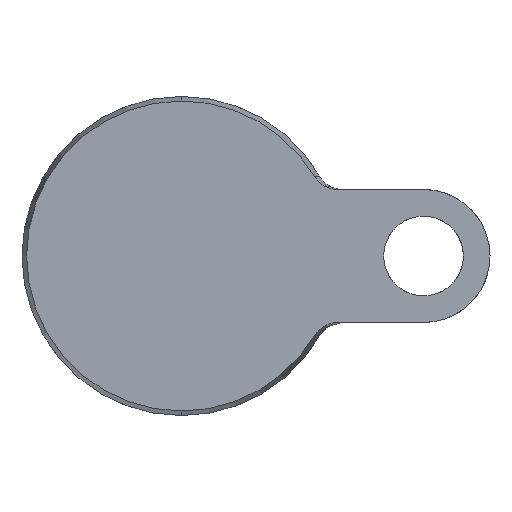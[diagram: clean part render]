
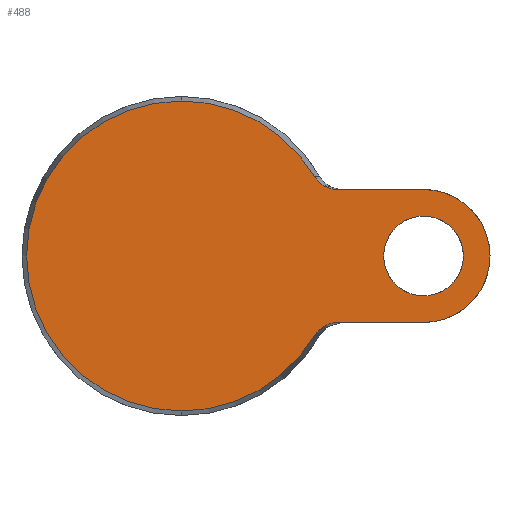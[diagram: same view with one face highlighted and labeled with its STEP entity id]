
A CAD part, front view. The second image highlights one B-rep face of the part: STEP entity #488.
In plain terms, the highlighted planar face has unit normal (0, -1, 0).
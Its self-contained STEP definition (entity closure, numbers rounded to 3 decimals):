
#9 = CARTESIAN_POINT ( 'NONE',  ( 28.933, 0., -12.5 ) ) ;
#13 = CIRCLE ( 'NONE', #1374, 12.5 ) ;
#15 = VECTOR ( 'NONE', #884, 1000. ) ;
#20 = CARTESIAN_POINT ( 'NONE',  ( 15., 0., 12.5 ) ) ;
#63 = DIRECTION ( 'NONE',  ( 0., 0., 1. ) ) ;
#66 = AXIS2_PLACEMENT_3D ( 'NONE', #810, #913, #1108 ) ;
#88 = CARTESIAN_POINT ( 'NONE',  ( 25.507, 0., 14.24 ) ) ;
#92 = VECTOR ( 'NONE', #103, 1000. ) ;
#103 = DIRECTION ( 'NONE',  ( -1., 0., 0. ) ) ;
#133 = CARTESIAN_POINT ( 'NONE',  ( 26.146, 0., -13.64 ) ) ;
#138 = CARTESIAN_POINT ( 'NONE',  ( 26.497, 0., -13.379 ) ) ;
#145 = EDGE_CURVE ( 'NONE', #439, #318, #1156, .T. ) ;
#146 = CARTESIAN_POINT ( 'NONE',  ( 45.5, 0., 0. ) ) ;
#151 = ORIENTED_EDGE ( 'NONE', *, *, #762, .T. ) ;
#156 = DIRECTION ( 'NONE',  ( 0., 0., -1. ) ) ;
#159 = VERTEX_POINT ( 'NONE', #829 ) ;
#175 = CIRCLE ( 'NONE', #949, 29.143 ) ;
#194 = CARTESIAN_POINT ( 'NONE',  ( 45.5, 0., -7.5 ) ) ;
#216 = VERTEX_POINT ( 'NONE', #194 ) ;
#220 = DIRECTION ( 'NONE',  ( 0., 1., 0. ) ) ;
#230 = CARTESIAN_POINT ( 'NONE',  ( 29.374, 0., -12.5 ) ) ;
#231 = CIRCLE ( 'NONE', #1282, 7.5 ) ;
#238 = CARTESIAN_POINT ( 'NONE',  ( 27.871, 0., -12.72 ) ) ;
#261 = CARTESIAN_POINT ( 'NONE',  ( -29.143, 0., 0. ) ) ;
#270 = EDGE_CURVE ( 'NONE', #880, #159, #301, .T. ) ;
#284 = CARTESIAN_POINT ( 'NONE',  ( 45.5, 0., 12.5 ) ) ;
#301 = CIRCLE ( 'NONE', #1093, 29.143 ) ;
#311 = CARTESIAN_POINT ( 'NONE',  ( 26.678, 0., 13.261 ) ) ;
#318 = VERTEX_POINT ( 'NONE', #361 ) ;
#331 = CARTESIAN_POINT ( 'NONE',  ( 25.977, 0., -13.784 ) ) ;
#340 = CARTESIAN_POINT ( 'NONE',  ( 0., 0., 0. ) ) ;
#361 = CARTESIAN_POINT ( 'NONE',  ( 29.374, 0., -12.5 ) ) ;
#364 = VERTEX_POINT ( 'NONE', #1085 ) ;
#385 = FACE_OUTER_BOUND ( 'NONE', #586, .T. ) ;
#417 = ORIENTED_EDGE ( 'NONE', *, *, #780, .F. ) ;
#419 = CARTESIAN_POINT ( 'NONE',  ( 27.869, 0., 12.721 ) ) ;
#425 = VERTEX_POINT ( 'NONE', #284 ) ;
#435 = CARTESIAN_POINT ( 'NONE',  ( 25.011, 0., -14.959 ) ) ;
#439 = VERTEX_POINT ( 'NONE', #819 ) ;
#486 = ORIENTED_EDGE ( 'NONE', *, *, #145, .F. ) ;
#488 = ADVANCED_FACE ( 'NONE', ( #385, #1110 ), #1029, .F. ) ;
#491 = CIRCLE ( 'NONE', #66, 29.143 ) ;
#503 = EDGE_CURVE ( 'NONE', #159, #1218, #175, .T. ) ;
#573 = ORIENTED_EDGE ( 'NONE', *, *, #863, .T. ) ;
#577 = CIRCLE ( 'NONE', #966, 7.5 ) ;
#580 = ORIENTED_EDGE ( 'NONE', *, *, #1109, .T. ) ;
#586 = EDGE_LOOP ( 'NONE', ( #417, #1113, #852, #1133, #573, #580, #486, #733 ) ) ;
#598 = EDGE_CURVE ( 'NONE', #425, #439, #13, .T. ) ;
#602 = AXIS2_PLACEMENT_3D ( 'NONE', #261, #709, #1354 ) ;
#666 = DIRECTION ( 'NONE',  ( 0., -1., 0. ) ) ;
#671 = CARTESIAN_POINT ( 'NONE',  ( 26.862, 0., -13.142 ) ) ;
#709 = DIRECTION ( 'NONE',  ( 0., 1., 0. ) ) ;
#714 = CARTESIAN_POINT ( 'NONE',  ( 26.495, 0., 13.38 ) ) ;
#733 = ORIENTED_EDGE ( 'NONE', *, *, #598, .F. ) ;
#739 = DIRECTION ( 'NONE',  ( 0., 0., -1. ) ) ;
#742 = CARTESIAN_POINT ( 'NONE',  ( 15., 0., -12.5 ) ) ;
#756 = CARTESIAN_POINT ( 'NONE',  ( 27.255, 0., -12.953 ) ) ;
#760 = CARTESIAN_POINT ( 'NONE',  ( 25.011, 0., -14.959 ) ) ;
#762 = EDGE_CURVE ( 'NONE', #364, #216, #577, .T. ) ;
#763 = DIRECTION ( 'NONE',  ( 0., 0., 1. ) ) ;
#769 = DIRECTION ( 'NONE',  ( 0., 1., 0. ) ) ;
#774 = CARTESIAN_POINT ( 'NONE',  ( 27.662, 0., -12.789 ) ) ;
#780 = EDGE_CURVE ( 'NONE', #888, #425, #963, .T. ) ;
#787 = ORIENTED_EDGE ( 'NONE', *, *, #944, .T. ) ;
#810 = CARTESIAN_POINT ( 'NONE',  ( 0., 0., 0. ) ) ;
#818 = CARTESIAN_POINT ( 'NONE',  ( 45.5, 0., 0. ) ) ;
#819 = CARTESIAN_POINT ( 'NONE',  ( 45.5, 0., -12.5 ) ) ;
#829 = CARTESIAN_POINT ( 'NONE',  ( 0., 0., 29.143 ) ) ;
#838 = CARTESIAN_POINT ( 'NONE',  ( 29.374, 0., 12.5 ) ) ;
#846 = CARTESIAN_POINT ( 'NONE',  ( 25.011, 0., 14.959 ) ) ;
#852 = ORIENTED_EDGE ( 'NONE', *, *, #270, .T. ) ;
#859 = CARTESIAN_POINT ( 'NONE',  ( 25.237, 0., -14.58 ) ) ;
#863 = EDGE_CURVE ( 'NONE', #1218, #1087, #491, .T. ) ;
#880 = VERTEX_POINT ( 'NONE', #1236 ) ;
#884 = DIRECTION ( 'NONE',  ( 1., 0., 0. ) ) ;
#888 = VERTEX_POINT ( 'NONE', #1116 ) ;
#913 = DIRECTION ( 'NONE',  ( 0., -1., 0. ) ) ;
#923 = DIRECTION ( 'NONE',  ( 0., -1., 0. ) ) ;
#931 = CARTESIAN_POINT ( 'NONE',  ( 45.5, 0., 0. ) ) ;
#934 = CARTESIAN_POINT ( 'NONE',  ( 27.057, 0., 13.048 ) ) ;
#944 = EDGE_CURVE ( 'NONE', #216, #364, #231, .T. ) ;
#949 = AXIS2_PLACEMENT_3D ( 'NONE', #1237, #923, #156 ) ;
#950 = CARTESIAN_POINT ( 'NONE',  ( 28.933, 0., 12.5 ) ) ;
#963 = LINE ( 'NONE', #20, #15 ) ;
#966 = AXIS2_PLACEMENT_3D ( 'NONE', #146, #769, #763 ) ;
#982 = CARTESIAN_POINT ( 'NONE',  ( 25.508, 0., -14.24 ) ) ;
#1018 = EDGE_LOOP ( 'NONE', ( #787, #151 ) ) ;
#1025 = CARTESIAN_POINT ( 'NONE',  ( 25.976, 0., 13.785 ) ) ;
#1029 = PLANE ( 'NONE',  #602 ) ;
#1041 = CARTESIAN_POINT ( 'NONE',  ( 27.659, 0., 12.79 ) ) ;
#1050 = CARTESIAN_POINT ( 'NONE',  ( 27.253, 0., 12.954 ) ) ;
#1085 = CARTESIAN_POINT ( 'NONE',  ( 45.5, 0., 7.5 ) ) ;
#1087 = VERTEX_POINT ( 'NONE', #760 ) ;
#1093 = AXIS2_PLACEMENT_3D ( 'NONE', #340, #666, #1301 ) ;
#1108 = DIRECTION ( 'NONE',  ( 0., 0., -1. ) ) ;
#1109 = EDGE_CURVE ( 'NONE', #1087, #318, #1131, .T. ) ;
#1110 = FACE_BOUND ( 'NONE', #1018, .T. ) ;
#1113 = ORIENTED_EDGE ( 'NONE', *, *, #1335, .T. ) ;
#1116 = CARTESIAN_POINT ( 'NONE',  ( 29.374, 0., 12.5 ) ) ;
#1131 = B_SPLINE_CURVE_WITH_KNOTS ( 'NONE', 3,
 ( #435, #859, #982, #331, #133, #138, #671, #756, #774, #238, #1206, #9, #230 ),
 .UNSPECIFIED., .F., .F.,
 ( 4, 2, 2, 1, 2, 2, 4 ),
 ( 0., 0.001, 0.002, 0.003, 0.003, 0.004, 0.005 ),
 .UNSPECIFIED. ) ;
#1133 = ORIENTED_EDGE ( 'NONE', *, *, #503, .T. ) ;
#1156 = LINE ( 'NONE', #742, #92 ) ;
#1206 = CARTESIAN_POINT ( 'NONE',  ( 28.503, 0., -12.556 ) ) ;
#1218 = VERTEX_POINT ( 'NONE', #1317 ) ;
#1236 = CARTESIAN_POINT ( 'NONE',  ( 25.011, 0., 14.959 ) ) ;
#1237 = CARTESIAN_POINT ( 'NONE',  ( 0., 0., 0. ) ) ;
#1242 = DIRECTION ( 'NONE',  ( 0., 1., 0. ) ) ;
#1247 = CARTESIAN_POINT ( 'NONE',  ( 26.144, 0., 13.642 ) ) ;
#1270 = B_SPLINE_CURVE_WITH_KNOTS ( 'NONE', 3,
 ( #838, #950, #1371, #419, #1041, #1050, #934, #311, #714, #1247, #1025, #88, #1356, #846 ),
 .UNSPECIFIED., .F., .F.,
 ( 4, 2, 2, 2, 2, 2, 4 ),
 ( 0., 0.001, 0.002, 0.003, 0.003, 0.004, 0.005 ),
 .UNSPECIFIED. ) ;
#1282 = AXIS2_PLACEMENT_3D ( 'NONE', #818, #1242, #63 ) ;
#1301 = DIRECTION ( 'NONE',  ( 0., 0., -1. ) ) ;
#1317 = CARTESIAN_POINT ( 'NONE',  ( 0., 0., -29.143 ) ) ;
#1335 = EDGE_CURVE ( 'NONE', #888, #880, #1270, .T. ) ;
#1354 = DIRECTION ( 'NONE',  ( 0., 0., 1. ) ) ;
#1356 = CARTESIAN_POINT ( 'NONE',  ( 25.237, 0., 14.58 ) ) ;
#1371 = CARTESIAN_POINT ( 'NONE',  ( 28.502, 0., 12.556 ) ) ;
#1374 = AXIS2_PLACEMENT_3D ( 'NONE', #931, #220, #739 ) ;
